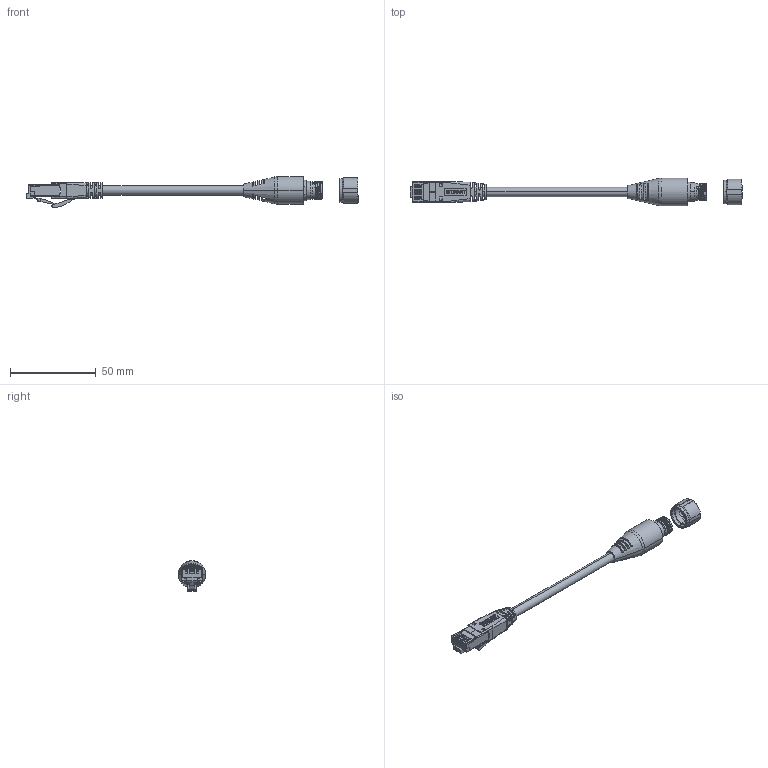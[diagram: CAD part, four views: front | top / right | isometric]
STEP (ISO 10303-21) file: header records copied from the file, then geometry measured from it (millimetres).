
FILE_DESCRIPTION (( 'STEP AP214' ), '1' );
FILE_NAME ('TRG829-MFZ_3D.STEP', '2020-08-10T17:50:55', ( '' ), ( '' ), 'SwSTEP 2.0', 'SolidWorks 2018', '' );
FILE_SCHEMA (( 'AUTOMOTIVE_DESIGN' ));
Length unit declared in the file: inch
Products named in the file (14): 1AD03-013-MA2; TRG829-MFZ_3D; 1AD03-032-MA3; TRG829-MFZ-EndCap; 510-80000-_510-80000-07; TRG829-MFZ_jack; 93M-80001-_93M-80001-07; TRG829-MFZ_Overmold; 1AL03-010; 1AD03-032-MA2_crimped strain relief; 1AD03-032-MA1; TRG829_con assy_crimped; TDS8PC5-MA3; 1AD03-013-MA1
Assembly tree (20 placements, depth 3):
  TRG829-MFZ_3D
    1AL03-010
    TRG829-MFZ_Overmold
    TRG829-MFZ_jack
    TRG829-MFZ-EndCap
      93M-80001-_93M-80001-07
      510-80000-_510-80000-07
    TRG829_con assy_crimped
      1AD03-032-MA3
      1AD03-013-MA2
      1AD03-013-MA1
      1AD03-032-MA2_crimped strain relief
      TDS8PC5-MA3  x8
      1AD03-032-MA1
Bounding box: 193.62 x 16.14 x 17.93 mm (x, y, z)
Volume: 9996.5 mm3; surface area: 12419.2 mm2
Topology: 15 solids, 18 shells, 977 faces, 2738 edges, 1766 vertices
Faces by surface type: plane 636, cylinder 238, bspline 64, sphere 18, cone 17, torus 4
Entity records: 32237 total; most frequent: CARTESIAN_POINT 11002, ORIENTED_EDGE 4596, DIRECTION 3920, EDGE_CURVE 2298, VECTOR 1528, LINE 1528, VERTEX_POINT 1484, AXIS2_PLACEMENT_3D 1196
